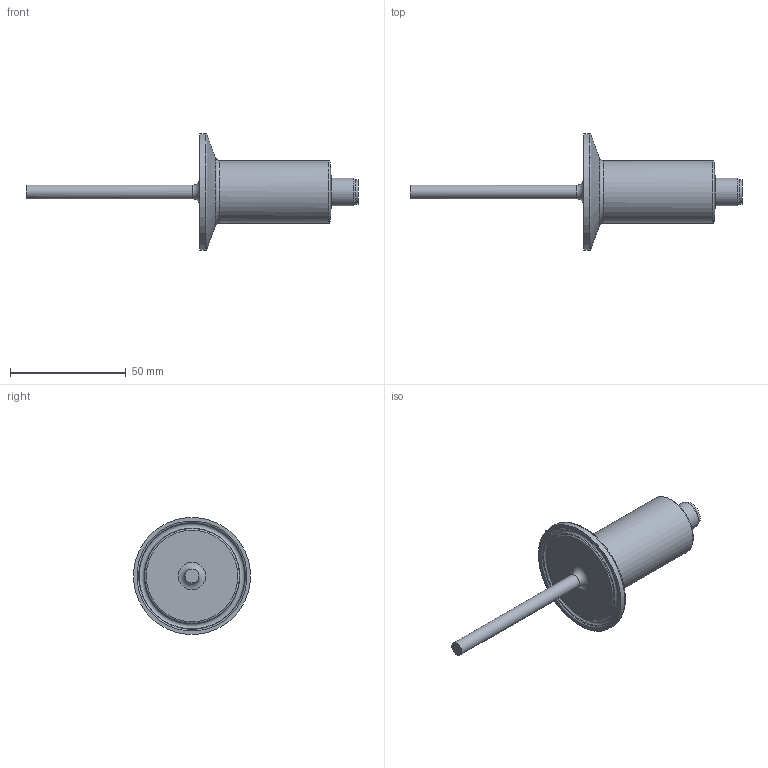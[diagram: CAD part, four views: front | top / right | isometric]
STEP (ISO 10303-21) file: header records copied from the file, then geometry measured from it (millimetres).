
FILE_DESCRIPTION(/* description */ ('Unknown'),/* implementation_level */ '2;1');
FILE_NAME(/* name */ 'PF20H-11.010.C042.20.#.0000.0',/* time_stamp */ '2021-06-09T09:04:49+02:00',/* author */ ('Unknown'),/* organization */ ('Baumer'),/* preprocessor_version */ 'ST-DEVELOPER v16.7',/* originating_system */ 'Solid Edge',/* authorisation */ 'Unknown');
FILE_SCHEMA (('AUTOMOTIVE_DESIGN {1 0 10303 214 3 1 1}'));
Length unit declared in the file: millimetre
Products named in the file (1): PF20H-11.010.C042.20.#.0000.0
Bounding box: 143.24 x 50.31 x 50.31 mm (x, y, z)
Volume: 41656.7 mm3; surface area: 11000.4 mm2
Topology: 1 solids, 1 shells, 58 faces, 130 edges, 82 vertices
Faces by surface type: cylinder 26, plane 15, cone 9, torus 8
Full cylindrical faces by diameter (mm): 1 x4, 6 x1, 8.3 x1, 10.5 x1, 12 x1, 27 x1, 50.5 x1
Entity records: 1873 total; most frequent: DIRECTION 283, CARTESIAN_POINT 232, ORIENTED_EDGE 194, AXIS2_PLACEMENT_3D 127, EDGE_CURVE 97, EDGE_LOOP 93, FACE_BOUND 93, VERTEX_POINT 76
